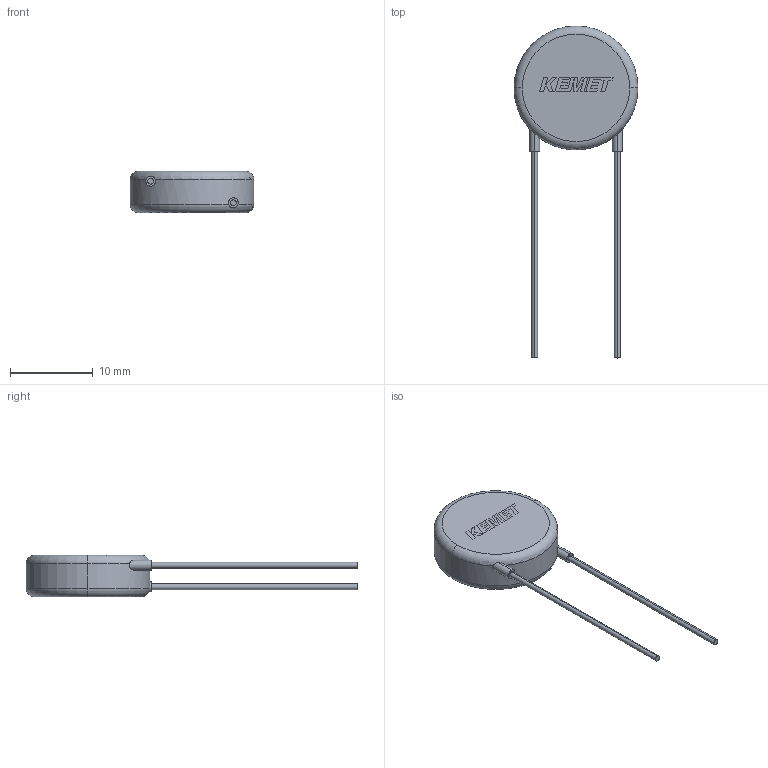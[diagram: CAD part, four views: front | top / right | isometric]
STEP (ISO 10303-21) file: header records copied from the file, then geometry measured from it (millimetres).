
FILE_DESCRIPTION (( 'STEP AP214' ), '1' );
FILE_NAME ('CCD_KST_15X5_D15T5S10.1LL25F0.7V2.1.STEP', '2025-03-24T19:52:31', ( '' ), ( '' ), 'SwSTEP 2.0', 'SolidWorks 2021', '' );
FILE_SCHEMA (( 'AUTOMOTIVE_DESIGN' ));
Length unit declared in the file: millimetre
Products named in the file (1): CCD_KST_15X5_D15T5S10.1LL25F0.7V2.1
Bounding box: 15 x 40.19 x 5 mm (x, y, z)
Volume: 888 mm3; surface area: 691.4 mm2
Topology: 4 solids, 4 shells, 77 faces, 197 edges, 130 vertices
Faces by surface type: plane 63, cylinder 10, torus 4
Entity records: 3195 total; most frequent: CARTESIAN_POINT 469, ORIENTED_EDGE 394, DIRECTION 371, EDGE_CURVE 197, LINE 163, VECTOR 163, VERTEX_POINT 130, AXIS2_PLACEMENT_3D 104
